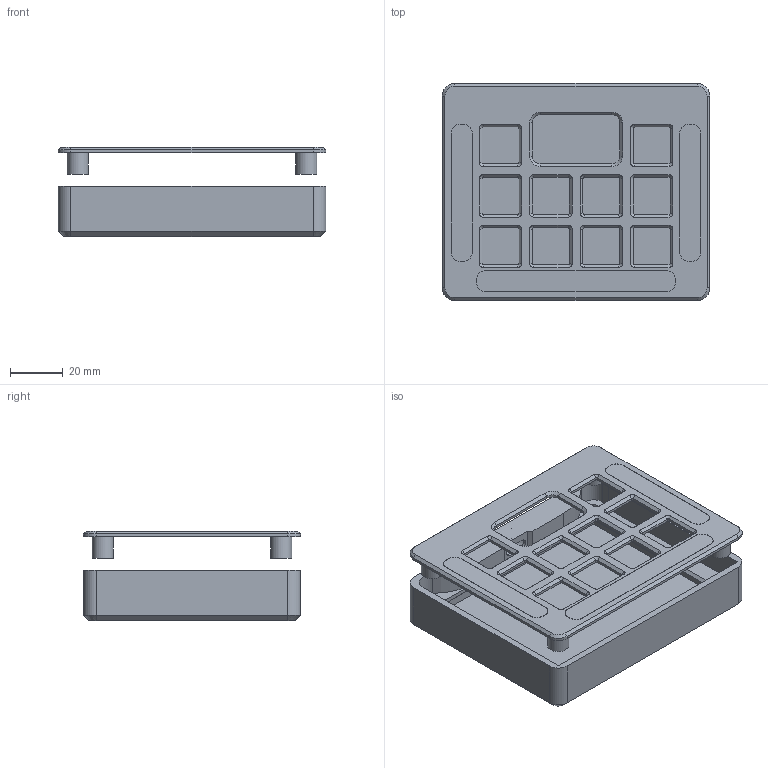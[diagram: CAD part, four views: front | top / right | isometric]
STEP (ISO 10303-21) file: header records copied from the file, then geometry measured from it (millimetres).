
FILE_DESCRIPTION(/* description */ (''),/* implementation_level */ '2;1');
FILE_NAME(/* name */ 'Lzro''s_Macropad.step',/* time_stamp */ '2026-01-11T23:09:34+01:00',/* author */ (''),/* organization */ (''),/* preprocessor_version */ 'ST-DEVELOPER v20.1',/* originating_system */ 'Autodesk Translation Framework v14.21.0.0',/* authorisation */ '');
FILE_SCHEMA (('AUTOMOTIVE_DESIGN { 1 0 10303 214 3 1 1 }'));
Length unit declared in the file: millimetre
Products named in the file (1): Macropad
Bounding box: 101 x 82 x 33.75 mm (x, y, z)
Volume: 81355 mm3; surface area: 42604.2 mm2
Topology: 2 solids, 2 shells, 335 faces, 823 edges, 513 vertices
Faces by surface type: plane 179, cylinder 104, cone 52
Full cylindrical faces by diameter (mm): 3.4 x4, 4 x4, 7 x4, 8 x4
Entity records: 9904 total; most frequent: DIRECTION 1755, CARTESIAN_POINT 1672, ORIENTED_EDGE 1646, EDGE_CURVE 823, AXIS2_PLACEMENT_3D 596, LINE 563, VECTOR 563, VERTEX_POINT 513
